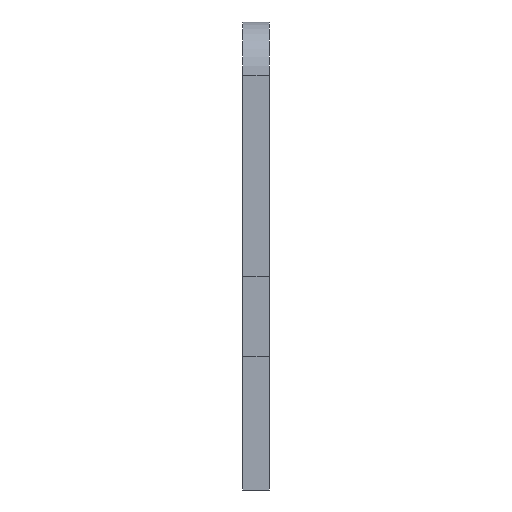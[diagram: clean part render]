
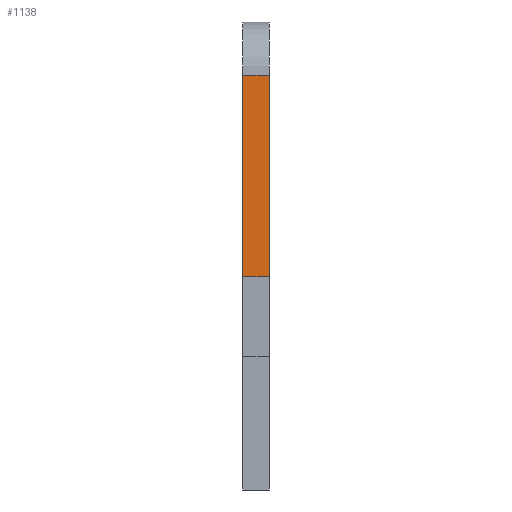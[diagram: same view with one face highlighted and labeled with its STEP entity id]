
A CAD part, left-side view. The second image highlights one B-rep face of the part: STEP entity #1138.
In plain terms, the highlighted planar face has unit normal (-1, 0, 0).
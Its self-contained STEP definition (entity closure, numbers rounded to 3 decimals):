
#92=FACE_OUTER_BOUND('',#146,.T.);
#146=EDGE_LOOP('',(#911,#912,#913,#914));
#302=LINE('',#1770,#450);
#303=LINE('',#1773,#451);
#304=LINE('',#1775,#452);
#305=LINE('',#1776,#453);
#450=VECTOR('',#1458,10.);
#451=VECTOR('',#1461,10.);
#452=VECTOR('',#1462,10.);
#453=VECTOR('',#1463,10.);
#561=VERTEX_POINT('',#1766);
#562=VERTEX_POINT('',#1768);
#563=VERTEX_POINT('',#1772);
#564=VERTEX_POINT('',#1774);
#710=EDGE_CURVE('',#561,#562,#302,.T.);
#711=EDGE_CURVE('',#563,#561,#303,.T.);
#712=EDGE_CURVE('',#564,#562,#304,.T.);
#713=EDGE_CURVE('',#563,#564,#305,.T.);
#911=ORIENTED_EDGE('',*,*,#711,.T.);
#912=ORIENTED_EDGE('',*,*,#710,.T.);
#913=ORIENTED_EDGE('',*,*,#712,.F.);
#914=ORIENTED_EDGE('',*,*,#713,.F.);
#1084=PLANE('',#1214);
#1138=ADVANCED_FACE('',(#92),#1084,.T.);
#1214=AXIS2_PLACEMENT_3D('',#1771,#1459,#1460);
#1458=DIRECTION('',(0.,1.,0.));
#1459=DIRECTION('center_axis',(-1.,0.,0.));
#1460=DIRECTION('ref_axis',(0.,0.,1.));
#1461=DIRECTION('',(0.,0.,1.));
#1462=DIRECTION('',(0.,0.,1.));
#1463=DIRECTION('',(0.,1.,0.));
#1766=CARTESIAN_POINT('',(-27.15,0.,8.575));
#1768=CARTESIAN_POINT('',(-27.15,2.,8.575));
#1770=CARTESIAN_POINT('',(-27.15,0.,8.575));
#1771=CARTESIAN_POINT('Origin',(-27.15,0.,-6.575));
#1772=CARTESIAN_POINT('',(-27.15,0.,-6.575));
#1773=CARTESIAN_POINT('',(-27.15,0.,-12.575));
#1774=CARTESIAN_POINT('',(-27.15,2.,-6.575));
#1775=CARTESIAN_POINT('',(-27.15,2.,-12.575));
#1776=CARTESIAN_POINT('',(-27.15,0.,-6.575));
